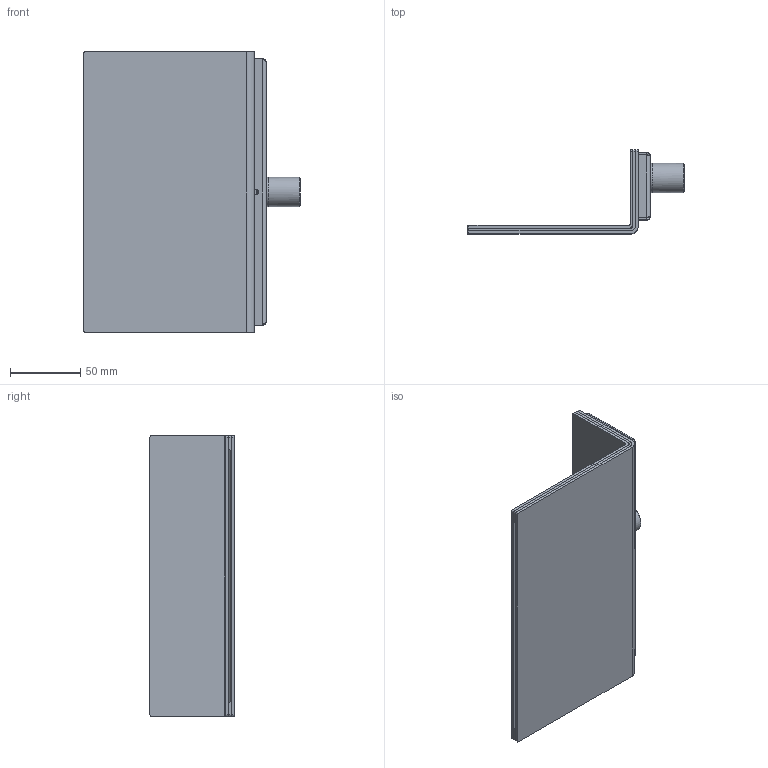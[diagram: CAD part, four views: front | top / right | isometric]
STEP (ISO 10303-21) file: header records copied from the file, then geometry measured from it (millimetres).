
FILE_DESCRIPTION(('STEP AP214'),'1');
FILE_NAME('Art.8178.stp','2023-06-12T05:50:40',(' '),(' '),'Spatial InterOp 3D',' ',' ');
FILE_SCHEMA(('AUTOMOTIVE_DESIGN { 1 0 10303 214 1 1 1 1 }'));
Length unit declared in the file: millimetre
Products named in the file (16): Art.8178; 22040; T.RA024; ASSEM1; 22039; 21561; M_21120; M_21119; T.RA023; M_21118
Assembly tree (15 placements, depth 4):
  Art.8178
    22040
    T.RA024
      ASSEM1
      T.RA024
    22039
      ASSEM1
      (unnamed)
      22039
    21561
      M_21120
      M_21119
      T.RA023
        ASSEM1
        T.RA023
      M_21118
Bounding box: 154.8 x 60 x 200 mm (x, y, z)
Volume: 181492 mm3; surface area: 194536.7 mm2
Topology: 7 solids, 7 shells, 235 faces, 583 edges, 373 vertices
Faces by surface type: plane 123, cylinder 77, cone 22, bspline 9, torus 4
Full cylindrical faces by diameter (mm): 3.3 x1, 9 x1, 10.8 x3, 12.9 x1, 13.1 x1, 14 x1, 14.8 x4, 15 x2, 15.8 x1, 16.4 x1, 20.955 x2, 22.5 x1, 23.5 x1, 25 x1
Entity records: 9641 total; most frequent: CARTESIAN_POINT 1525, DIRECTION 1194, ORIENTED_EDGE 1006, EDGE_CURVE 503, AXIS2_PLACEMENT_3D 435, VERTEX_POINT 341, LINE 324, VECTOR 324
